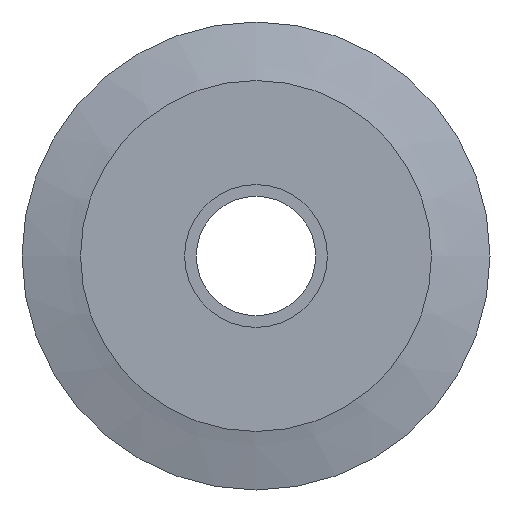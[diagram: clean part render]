
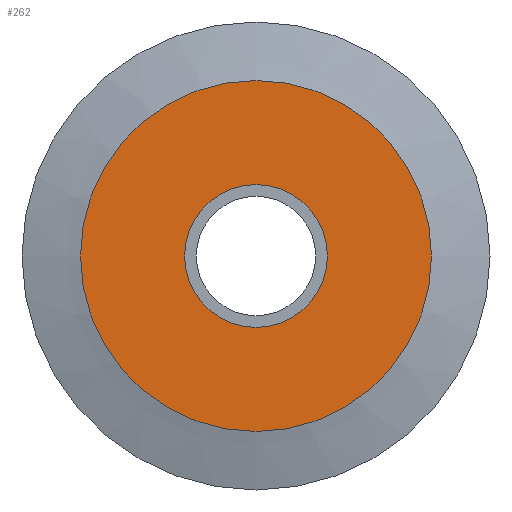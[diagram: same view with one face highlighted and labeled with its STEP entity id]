
A CAD part, front view. The second image highlights one B-rep face of the part: STEP entity #262.
In plain terms, the highlighted planar face has unit normal (0, -1, 0).
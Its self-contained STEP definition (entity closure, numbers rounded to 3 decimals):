
#20=FACE_BOUND('',#62,.T.);
#26=PLANE('',#324);
#42=FACE_OUTER_BOUND('',#61,.T.);
#61=EDGE_LOOP('',(#239,#240));
#62=EDGE_LOOP('',(#241,#242));
#81=CIRCLE('',#286,15.);
#82=CIRCLE('',#287,15.);
#105=CIRCLE('',#322,6.1);
#106=CIRCLE('',#323,6.1);
#109=VERTEX_POINT('',#425);
#110=VERTEX_POINT('',#427);
#133=VERTEX_POINT('',#492);
#134=VERTEX_POINT('',#494);
#138=EDGE_CURVE('',#109,#110,#81,.T.);
#139=EDGE_CURVE('',#110,#109,#82,.T.);
#169=EDGE_CURVE('',#134,#133,#105,.T.);
#170=EDGE_CURVE('',#133,#134,#106,.T.);
#239=ORIENTED_EDGE('',*,*,#139,.F.);
#240=ORIENTED_EDGE('',*,*,#138,.F.);
#241=ORIENTED_EDGE('',*,*,#169,.T.);
#242=ORIENTED_EDGE('',*,*,#170,.T.);
#262=ADVANCED_FACE('',(#42,#20),#26,.T.);
#286=AXIS2_PLACEMENT_3D('',#428,#334,#335);
#287=AXIS2_PLACEMENT_3D('',#429,#336,#337);
#322=AXIS2_PLACEMENT_3D('',#495,#413,#414);
#323=AXIS2_PLACEMENT_3D('',#496,#415,#416);
#324=AXIS2_PLACEMENT_3D('',#497,#417,#418);
#334=DIRECTION('center_axis',(0.,1.,0.));
#335=DIRECTION('ref_axis',(1.,0.,0.));
#336=DIRECTION('center_axis',(0.,1.,0.));
#337=DIRECTION('ref_axis',(1.,0.,0.));
#413=DIRECTION('center_axis',(0.,1.,0.));
#414=DIRECTION('ref_axis',(1.,0.,0.));
#415=DIRECTION('center_axis',(0.,1.,0.));
#416=DIRECTION('ref_axis',(1.,0.,0.));
#417=DIRECTION('center_axis',(0.,-1.,0.));
#418=DIRECTION('ref_axis',(0.,0.,-1.));
#425=CARTESIAN_POINT('',(15.,0.,0.));
#427=CARTESIAN_POINT('',(-15.,0.,0.));
#428=CARTESIAN_POINT('Origin',(0.,0.,0.));
#429=CARTESIAN_POINT('Origin',(0.,0.,0.));
#492=CARTESIAN_POINT('',(6.1,0.,0.));
#494=CARTESIAN_POINT('',(-6.1,0.,0.));
#495=CARTESIAN_POINT('Origin',(0.,0.,0.));
#496=CARTESIAN_POINT('Origin',(0.,0.,0.));
#497=CARTESIAN_POINT('Origin',(-15.,0.,0.));
